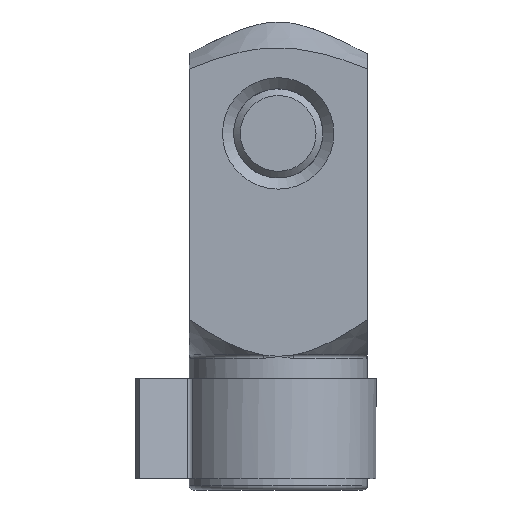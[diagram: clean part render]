
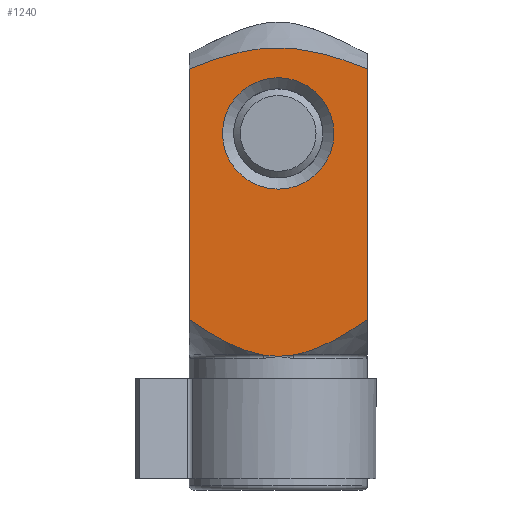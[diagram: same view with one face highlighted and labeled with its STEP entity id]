
A CAD part, front view. The second image highlights one B-rep face of the part: STEP entity #1240.
In plain terms, the highlighted planar face has unit normal (0, -1, 0).
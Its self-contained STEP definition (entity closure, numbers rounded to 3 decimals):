
#221=CARTESIAN_POINT('',(0.,-4.0,6.));
#222=VERTEX_POINT('',#221);
#315=CARTESIAN_POINT('',(0.687,-4.,6.059));
#316=VERTEX_POINT('',#315);
#370=CARTESIAN_POINT('',(0.687,-4.,6.059));
#371=CARTESIAN_POINT('',(0.341,-4.,6.));
#372=CARTESIAN_POINT('',(0.,-4.,6.));
#380=(BOUNDED_CURVE()B_SPLINE_CURVE(2,(#370,#371,#372),.UNSPECIFIED.,.F.,.U.)B_SPLINE_CURVE_WITH_KNOTS((3,3),(0.996,1.109),.UNSPECIFIED.)CURVE()GEOMETRIC_REPRESENTATION_ITEM()RATIONAL_B_SPLINE_CURVE((1.059,1.033,1.0))REPRESENTATION_ITEM(''));
#381=EDGE_CURVE('',#316,#222,#380,.T.);
#445=CARTESIAN_POINT('',(-0.687,-4.0,6.059));
#446=VERTEX_POINT('',#445);
#534=CARTESIAN_POINT('',(0.,-4.,6.));
#535=CARTESIAN_POINT('',(-0.341,-4.0,6.));
#536=CARTESIAN_POINT('',(-0.687,-4.0,6.059));
#544=(BOUNDED_CURVE()B_SPLINE_CURVE(2,(#534,#535,#536),.UNSPECIFIED.,.F.,.U.)B_SPLINE_CURVE_WITH_KNOTS((3,3),(1.109,1.222),.UNSPECIFIED.)CURVE()GEOMETRIC_REPRESENTATION_ITEM()RATIONAL_B_SPLINE_CURVE((1.0,1.033,1.059))REPRESENTATION_ITEM(''));
#545=EDGE_CURVE('',#222,#446,#544,.T.);
#796=CARTESIAN_POINT('',(4.,-4.0,7.657));
#797=VERTEX_POINT('',#796);
#811=CARTESIAN_POINT('',(4.,-4.0,7.657));
#812=CARTESIAN_POINT('',(2.071,-4.,6.293));
#813=CARTESIAN_POINT('',(0.687,-4.,6.059));
#821=(BOUNDED_CURVE()B_SPLINE_CURVE(2,(#811,#812,#813),.UNSPECIFIED.,.F.,.U.)B_SPLINE_CURVE_WITH_KNOTS((3,3),(0.482,0.996),.UNSPECIFIED.)CURVE()GEOMETRIC_REPRESENTATION_ITEM()RATIONAL_B_SPLINE_CURVE((1.159,1.178,1.059))REPRESENTATION_ITEM(''));
#822=EDGE_CURVE('',#797,#316,#821,.T.);
#1151=CARTESIAN_POINT('',(2.5,-4.0,16.0));
#1152=VERTEX_POINT('',#1151);
#1153=CARTESIAN_POINT('',(0.,-4.0,16.0));
#1154=DIRECTION('',(0.0,-1.0,0.0));
#1155=DIRECTION('',(-1.0,0.0,0.0));
#1156=AXIS2_PLACEMENT_3D('',#1153,#1154,#1155);
#1157=CIRCLE('',#1156,2.5);
#1158=EDGE_CURVE('',#1152,#1152,#1157,.T.);
#1183=CARTESIAN_POINT('',(4.,-4.0,0.0));
#1184=DIRECTION('',(0.0,-1.0,0.0));
#1185=DIRECTION('',(0.0,0.0,-1.0));
#1186=AXIS2_PLACEMENT_3D('',#1183,#1184,#1185);
#1187=PLANE('',#1186);
#1188=CARTESIAN_POINT('',(-4.,-4.0,18.889));
#1189=VERTEX_POINT('',#1188);
#1190=CARTESIAN_POINT('',(4.,-4.0,18.889));
#1191=VERTEX_POINT('',#1190);
#1192=CARTESIAN_POINT('',(-4.,-4.0,18.889));
#1193=CARTESIAN_POINT('',(0.,-4.,20.522));
#1194=CARTESIAN_POINT('',(4.0,-4.0,18.889));
#1202=(BOUNDED_CURVE()B_SPLINE_CURVE(2,(#1192,#1193,#1194),.UNSPECIFIED.,.F.,.U.)B_SPLINE_CURVE_WITH_KNOTS((3,3),(0.36,1.6),.UNSPECIFIED.)CURVE()GEOMETRIC_REPRESENTATION_ITEM()RATIONAL_B_SPLINE_CURVE((1.45,2.05,1.45))REPRESENTATION_ITEM(''));
#1203=EDGE_CURVE('',#1189,#1191,#1202,.T.);
#1204=ORIENTED_EDGE('',*,*,#1203,.F.);
#1205=CARTESIAN_POINT('',(-4.,-4.,7.657));
#1206=VERTEX_POINT('',#1205);
#1207=CARTESIAN_POINT('',(-4.,-4.,7.657));
#1208=DIRECTION('',(0.0,0.0,1.0));
#1209=VECTOR('',#1208,11.232);
#1210=LINE('',#1207,#1209);
#1211=EDGE_CURVE('',#1206,#1189,#1210,.T.);
#1212=ORIENTED_EDGE('',*,*,#1211,.F.);
#1213=CARTESIAN_POINT('',(-0.687,-4.0,6.059));
#1214=CARTESIAN_POINT('',(-2.071,-4.0,6.293));
#1215=CARTESIAN_POINT('',(-4.,-4.,7.657));
#1223=(BOUNDED_CURVE()B_SPLINE_CURVE(2,(#1213,#1214,#1215),.UNSPECIFIED.,.F.,.U.)B_SPLINE_CURVE_WITH_KNOTS((3,3),(1.222,1.736),.UNSPECIFIED.)CURVE()GEOMETRIC_REPRESENTATION_ITEM()RATIONAL_B_SPLINE_CURVE((1.059,1.178,1.159))REPRESENTATION_ITEM(''));
#1224=EDGE_CURVE('',#446,#1206,#1223,.T.);
#1225=ORIENTED_EDGE('',*,*,#1224,.F.);
#1226=ORIENTED_EDGE('',*,*,#545,.F.);
#1227=ORIENTED_EDGE('',*,*,#381,.F.);
#1228=ORIENTED_EDGE('',*,*,#822,.F.);
#1229=CARTESIAN_POINT('',(4.,-4.0,7.657));
#1230=DIRECTION('',(0.0,0.0,1.0));
#1231=VECTOR('',#1230,11.232);
#1232=LINE('',#1229,#1231);
#1233=EDGE_CURVE('',#797,#1191,#1232,.T.);
#1234=ORIENTED_EDGE('',*,*,#1233,.T.);
#1235=EDGE_LOOP('',(#1204,#1212,#1225,#1226,#1227,#1228,#1234));
#1236=FACE_OUTER_BOUND('',#1235,.T.);
#1237=ORIENTED_EDGE('',*,*,#1158,.F.);
#1238=EDGE_LOOP('',(#1237));
#1239=FACE_BOUND('',#1238,.T.);
#1240=ADVANCED_FACE('',(#1236,#1239),#1187,.T.);
